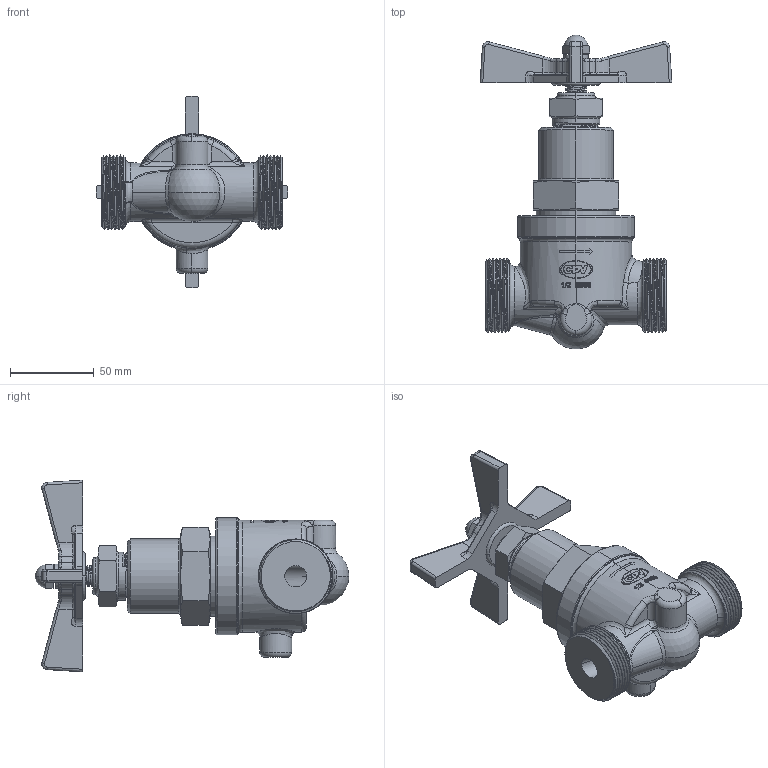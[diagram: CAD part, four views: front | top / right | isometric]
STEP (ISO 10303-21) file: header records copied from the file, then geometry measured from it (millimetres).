
FILE_DESCRIPTION (( 'STEP AP214' ), '1' );
FILE_NAME ('380-3.STEP', '2018-01-25T16:21:47', ( '' ), ( '' ), 'SwSTEP 2.0', 'SolidWorks 2018', '' );
FILE_SCHEMA (( 'AUTOMOTIVE_DESIGN' ));
Length unit declared in the file: inch
Products named in the file (1): 380-3
Bounding box: 114.3 x 187.24 x 114.3 mm (x, y, z)
Volume: 408120.2 mm3; surface area: 81651.6 mm2
Topology: 2 solids, 2 shells, 641 faces, 1767 edges, 1116 vertices
Faces by surface type: cylinder 225, bspline 163, plane 119, cone 64, torus 60, sphere 10
Entity records: 66314 total; most frequent: CARTESIAN_POINT 48630, ORIENTED_EDGE 3512, DIRECTION 2118, EDGE_CURVE 1756, VERTEX_POINT 1112, AXIS2_PLACEMENT_3D 881, EDGE_LOOP 674, B_SPLINE_CURVE_WITH_KNOTS 646
